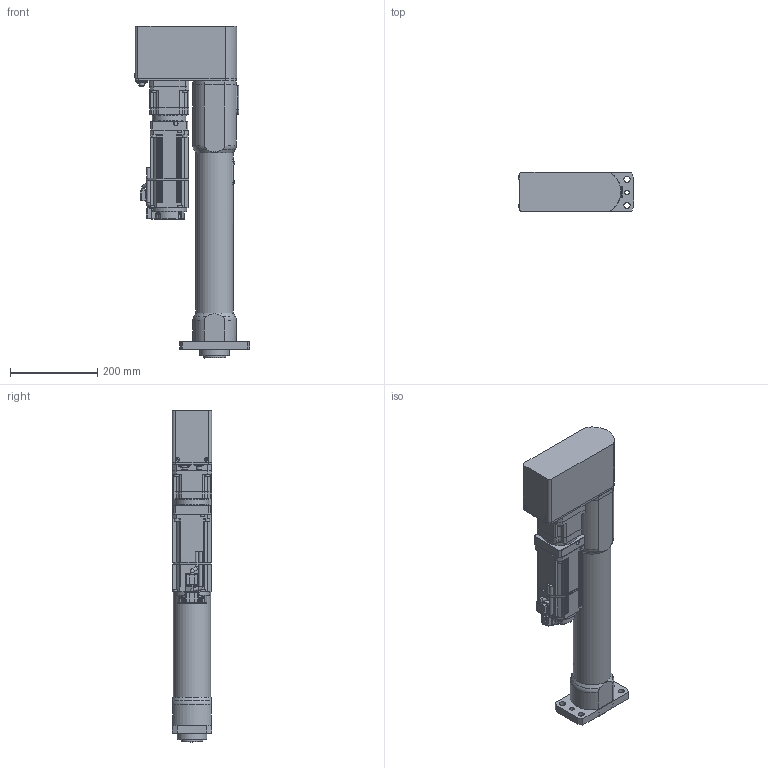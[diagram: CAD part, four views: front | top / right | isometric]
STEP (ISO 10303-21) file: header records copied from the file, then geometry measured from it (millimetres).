
FILE_DESCRIPTION(/* description */ (''),/* implementation_level */ '2;1');
FILE_NAME(/* name */ 'DPS-301R4J-30FB-CE_(DS-P072)_OUTLINE_20240202.stp',/* time_stamp */ '2024-02-02T09:21:32+09:00',/* author */ ('y-mizuno'),/* organization */ (''),/* preprocessor_version */ 'ST-DEVELOPER v19.2',/* originating_system */ 'Autodesk Inventor 2023',/* authorisation */ '');
FILE_SCHEMA (('CONFIG_CONTROL_DESIGN'));
Products named in the file (1): DPS-301R4J-30FB-CE_(DS-P072)_OUTLINE_20240202
Bounding box: 263.5 x 90 x 760 mm (x, y, z)
Volume: 8709385.2 mm3; surface area: 667953.4 mm2
Topology: 2 solids, 34 shells, 1770 faces, 4711 edges, 3022 vertices
Faces by surface type: plane 1003, cylinder 500, cone 136, torus 118, bspline 8, sphere 5
Full cylindrical faces by diameter (mm): 2.459 x1, 3 x7, 3.1 x1, 3.242 x1, 4 x5, 4.2 x6, 4.5 x2, 4.917 x10, 5 x3, 5.5 x10, 6 x2, 6.647 x4, 7 x6, 7.5 x4, 8 x20, 8.5 x9, 9 x8, 9.5 x6, 10 x10, 10.6 x2, 11 x2, 12 x1, 12.7 x1, 13 x8, 14 x12, 16 x1, 18 x1, 24 x1, 32 x1, 50 x3
Entity records: 57770 total; most frequent: CARTESIAN_POINT 11708, DIRECTION 9501, ORIENTED_EDGE 9334, EDGE_CURVE 4667, AXIS2_PLACEMENT_3D 3424, VERTEX_POINT 3022, LINE 2653, VECTOR 2653
